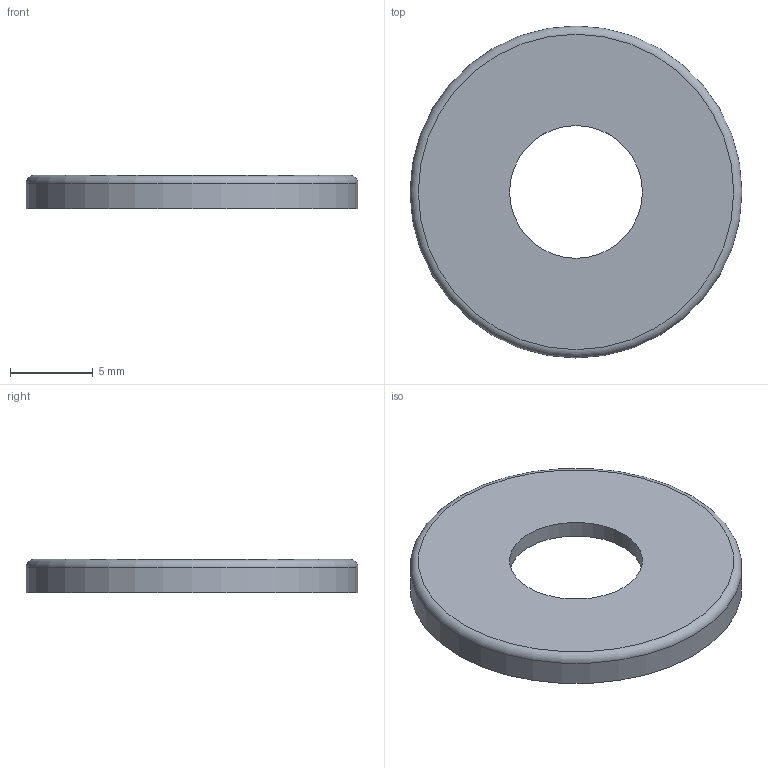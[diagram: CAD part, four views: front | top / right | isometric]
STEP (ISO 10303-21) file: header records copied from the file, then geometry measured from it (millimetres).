
FILE_DESCRIPTION(('FreeCAD Model'),'2;1');
FILE_NAME('Open CASCADE Shape Model','2023-12-27T20:21:21',(''),(''), 'Open CASCADE STEP processor 7.6','FreeCAD','Unknown');
FILE_SCHEMA(('AUTOMOTIVE_DESIGN { 1 0 10303 214 1 1 1 1 }'));
Length unit declared in the file: millimetre
Products named in the file (2): Encoder Cover; Body005
Assembly tree (1 placements, depth 2):
  Encoder Cover
    Body005
Bounding box: 20 x 20 x 2 mm (x, y, z)
Volume: 428.3 mm3; surface area: 713.4 mm2
Topology: 1 solids, 1 shells, 10 faces, 20 edges, 13 vertices
Faces by surface type: plane 7, cylinder 2, torus 1
Full cylindrical faces by diameter (mm): 8 x1, 20 x1
Entity records: 569 total; most frequent: CARTESIAN_POINT 91, DIRECTION 89, LINE 50, VECTOR 50, ORIENTED_EDGE 40, PCURVE 40, DEFINITIONAL_REPRESENTATION 40, EDGE_CURVE 20
